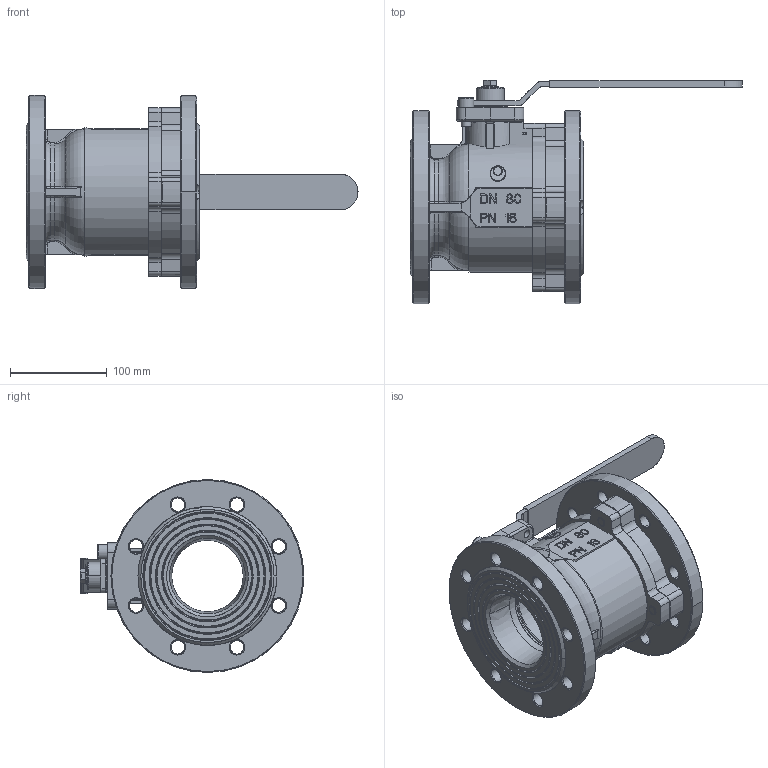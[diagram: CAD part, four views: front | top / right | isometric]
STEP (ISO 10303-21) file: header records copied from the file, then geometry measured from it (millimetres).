
FILE_DESCRIPTION(/* description */ ('Unknown'),/* implementation_level */ '2;1');
FILE_NAME(/* name */ '909-11_(4.150_160.080)',/* time_stamp */ '2021-04-28T13:16:50+02:00',/* author */ ('Unknown'),/* organization */ ('Unknown'),/* preprocessor_version */ 'ST-DEVELOPER v16.7',/* originating_system */ 'Solid Edge',/* authorisation */ 'Unknown');
FILE_SCHEMA (('AUTOMOTIVE_DESIGN {1 0 10303 214 3 1 1}'));
Length unit declared in the file: millimetre
Products named in the file (6): 4.150_160.080; id11;  TRM_SRF_4;  TRM_SRF_3;  TRM_SRF_2;  TRM_SRF_1
Assembly tree (5 placements, depth 2):
  4.150_160.080
    id11
     TRM_SRF_4
     TRM_SRF_3
     TRM_SRF_2
     TRM_SRF_1
Bounding box: 344 x 232 x 200 mm (x, y, z)
Volume: 77577.3 mm3; surface area: 919695.4 mm2
Topology: 4 solids, 2021 shells, 3423 faces, 14077 edges, 12660 vertices
Faces by surface type: plane 2128, cylinder 709, cone 323, bspline 114, torus 113, sphere 36
Full cylindrical faces by diameter (mm): 6.8 x1, 8.5 x9, 8.67 x2, 9.33 x2, 10 x4, 10.8 x1, 14 x8, 15.34 x2, 16 x23, 17 x1, 20.3 x2, 21.1 x1, 23 x1, 24.7 x5, 24.9 x1, 25.3 x1, 29 x1, 30 x2, 32 x1, 33 x1, 34 x1, 35.5 x1, 36 x2, 44 x1, 74 x1, 88 x3, 115 x1, 117 x1, 200 x1
Entity records: 176557 total; most frequent: CARTESIAN_POINT 48783, DIRECTION 20678, ORIENTED_EDGE 17365, EDGE_CURVE 13838, VERTEX_POINT 12632, LINE 9522, VECTOR 9522, AXIS2_PLACEMENT_3D 5578
